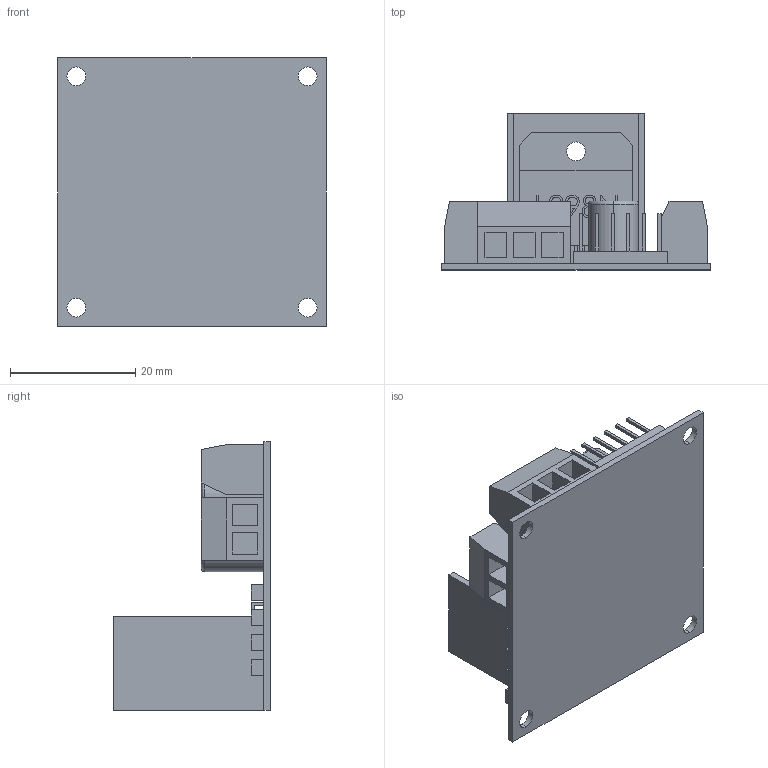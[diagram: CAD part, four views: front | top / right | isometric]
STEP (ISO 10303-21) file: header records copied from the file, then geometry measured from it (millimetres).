
FILE_DESCRIPTION (( 'STEP AP214' ), '1' );
FILE_NAME ('L298N.STEP', '2021-04-18T06:38:34', ( '' ), ( '' ), 'SwSTEP 2.0', 'SolidWorks 2020', '' );
FILE_SCHEMA (( 'AUTOMOTIVE_DESIGN' ));
Length unit declared in the file: millimetre
Products named in the file (1): L298N
Bounding box: 43 x 25 x 43 mm (x, y, z)
Volume: 8693.1 mm3; surface area: 10826 mm2
Topology: 1 solids, 1 shells, 410 faces, 1073 edges, 714 vertices
Faces by surface type: plane 344, bspline 32, cylinder 30, torus 4
Entity records: 18317 total; most frequent: CARTESIAN_POINT 4206, ORIENTED_EDGE 2146, DIRECTION 1835, EDGE_CURVE 1073, LINE 941, VECTOR 941, VERTEX_POINT 714, EDGE_LOOP 499
